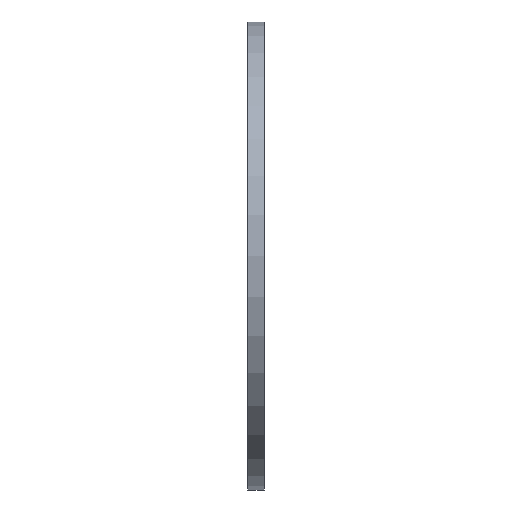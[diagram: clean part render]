
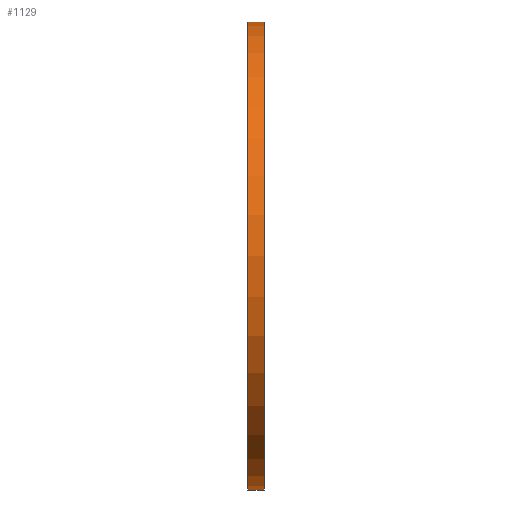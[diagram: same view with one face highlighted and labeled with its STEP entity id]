
A CAD part, front view. The second image highlights one B-rep face of the part: STEP entity #1129.
In plain terms, the highlighted cylindrical face has radius 241.3 mm (diameter 482.6 mm), a partial arc.
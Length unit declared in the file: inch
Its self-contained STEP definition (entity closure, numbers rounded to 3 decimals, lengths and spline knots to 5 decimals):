
#64 = ORIENTED_EDGE ( 'NONE', *, *, #1209, .F. ) ;
#120 = CARTESIAN_POINT ( 'NONE',  ( 0.0625, 0., -9.5 ) ) ;
#126 = EDGE_CURVE ( 'NONE', #459, #1159, #432, .T. ) ;
#127 = CARTESIAN_POINT ( 'NONE',  ( 0.0625, 0., 9.5 ) ) ;
#173 = EDGE_LOOP ( 'NONE', ( #64, #1525, #960, #365 ) ) ;
#225 = VERTEX_POINT ( 'NONE', #1076 ) ;
#359 = LINE ( 'NONE', #881, #454 ) ;
#365 = ORIENTED_EDGE ( 'NONE', *, *, #637, .F. ) ;
#405 = DIRECTION ( 'NONE',  ( 0., 0., 1. ) ) ;
#418 = DIRECTION ( 'NONE',  ( -1., 0., 0. ) ) ;
#432 = LINE ( 'NONE', #1053, #808 ) ;
#453 = CIRCLE ( 'NONE', #811, 9.5 ) ;
#454 = VECTOR ( 'NONE', #1390, 39.37008 ) ;
#459 = VERTEX_POINT ( 'NONE', #894 ) ;
#537 = AXIS2_PLACEMENT_3D ( 'NONE', #906, #1528, #1400 ) ;
#623 = FACE_OUTER_BOUND ( 'NONE', #173, .T. ) ;
#637 = EDGE_CURVE ( 'NONE', #696, #1159, #755, .T. ) ;
#696 = VERTEX_POINT ( 'NONE', #120 ) ;
#725 = DIRECTION ( 'NONE',  ( 0., 0., 1. ) ) ;
#755 = CIRCLE ( 'NONE', #1482, 9.5 ) ;
#796 = EDGE_CURVE ( 'NONE', #225, #459, #453, .T. ) ;
#808 = VECTOR ( 'NONE', #418, 39.37008 ) ;
#811 = AXIS2_PLACEMENT_3D ( 'NONE', #1440, #1297, #405 ) ;
#881 = CARTESIAN_POINT ( 'NONE',  ( 0., 0., -9.5 ) ) ;
#894 = CARTESIAN_POINT ( 'NONE',  ( 0.75, 0., 9.5 ) ) ;
#906 = CARTESIAN_POINT ( 'NONE',  ( 0., 0., 0. ) ) ;
#960 = ORIENTED_EDGE ( 'NONE', *, *, #126, .T. ) ;
#1014 = CYLINDRICAL_SURFACE ( 'NONE', #537, 9.5 ) ;
#1053 = CARTESIAN_POINT ( 'NONE',  ( 0., 0., 9.5 ) ) ;
#1076 = CARTESIAN_POINT ( 'NONE',  ( 0.75, 0., -9.5 ) ) ;
#1129 = ADVANCED_FACE ( 'NONE', ( #623 ), #1014, .T. ) ;
#1159 = VERTEX_POINT ( 'NONE', #127 ) ;
#1209 = EDGE_CURVE ( 'NONE', #225, #696, #359, .T. ) ;
#1297 = DIRECTION ( 'NONE',  ( -1., 0., 0. ) ) ;
#1363 = DIRECTION ( 'NONE',  ( -1., 0., 0. ) ) ;
#1390 = DIRECTION ( 'NONE',  ( -1., 0., 0. ) ) ;
#1400 = DIRECTION ( 'NONE',  ( 0., 0., 1. ) ) ;
#1440 = CARTESIAN_POINT ( 'NONE',  ( 0.75, 0., 0. ) ) ;
#1482 = AXIS2_PLACEMENT_3D ( 'NONE', #1494, #1363, #725 ) ;
#1494 = CARTESIAN_POINT ( 'NONE',  ( 0.0625, 0., 0. ) ) ;
#1525 = ORIENTED_EDGE ( 'NONE', *, *, #796, .T. ) ;
#1528 = DIRECTION ( 'NONE',  ( -1., 0., 0. ) ) ;
